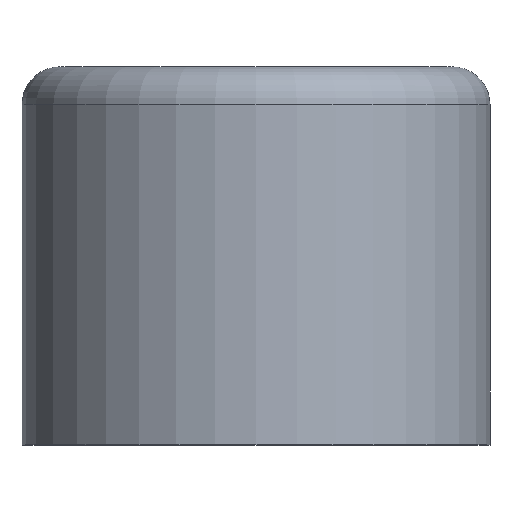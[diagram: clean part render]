
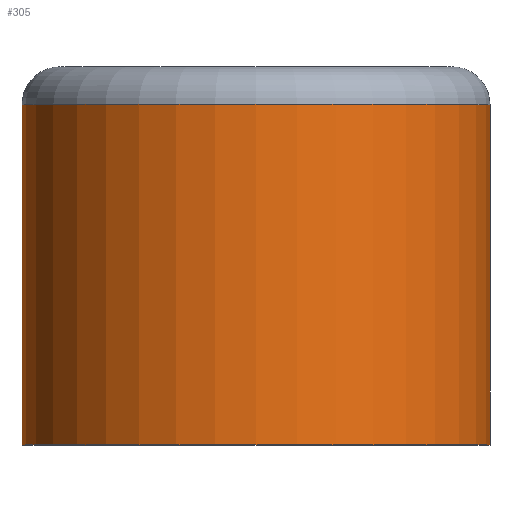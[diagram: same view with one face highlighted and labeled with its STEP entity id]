
A CAD part, top view. The second image highlights one B-rep face of the part: STEP entity #305.
In plain terms, the highlighted cylindrical face has radius 12.375 mm (diameter 24.75 mm), a partial arc.
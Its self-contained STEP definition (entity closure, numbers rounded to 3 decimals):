
#170=CARTESIAN_POINT('POINT11',(12.375,18.,
   0.));
#171=VERTEX_POINT('VERTEX11',#170);
#172=CARTESIAN_POINT('POINT12',(-12.375,18.,
   0.));
#173=VERTEX_POINT('VERTEX12',#172);
#234=CARTESIAN_POINT('POINT15',(12.375,0.,
   0.));
#235=VERTEX_POINT('VERTEX15',#234);
#236=CARTESIAN_POINT('POINT16',(-12.375,0.,
   0.));
#237=VERTEX_POINT('VERTEX16',#236);
#238=CARTESIAN_POINT('POS26',(0.,0.,0.));
#239=DIRECTION('DIR49',(0.,1.,0.));
#240=DIRECTION('DIR50',(-1.,0.,0.));
#241=AXIS2_PLACEMENT_3D('AXIS24',#238,#239,#240);
#242=CIRCLE('ELLIPSE18',#241,12.375);
#243=EDGE_CURVE('EDGE20',#235,#237,#242,.F.);
#265=CARTESIAN_POINT('POS29',(-12.375,0.,
   0.));
#266=DIRECTION('DIR55',(0.,1.,0.));
#267=VECTOR('VEC3',#266,1.);
#268=LINE('STRAIGHT3',#265,#267);
#269=EDGE_CURVE('EDGE22',#237,#173,#268,.T.);
#272=CARTESIAN_POINT('POS30',(12.375,0.,0.
   ));
#273=DIRECTION('DIR56',(0.,1.,0.));
#274=VECTOR('VEC4',#273,1.);
#275=LINE('STRAIGHT4',#272,#274);
#276=EDGE_CURVE('EDGE23',#235,#171,#275,.T.);
#280=CARTESIAN_POINT('POS31',(0.,21.,0.));
#281=DIRECTION('DIR57',(0.,-1.,0.));
#282=DIRECTION('DIR58',(-1.,0.,0.));
#283=AXIS2_PLACEMENT_3D('AXIS27',#280,#281,#282);
#284=CYLINDRICAL_SURFACE('CONE_SURF2',#283,12.375);
#288=CARTESIAN_POINT('POS32',(0.,18.,0.));
#289=DIRECTION('DIR59',(0.,-1.,0.));
#290=DIRECTION('DIR60',(-1.,0.,0.));
#291=AXIS2_PLACEMENT_3D('AXIS28',#288,#289,#290);
#292=CIRCLE('ELLIPSE20',#291,12.375);
#293=EDGE_CURVE('EDGE24',#171,#173,#292,.T.);
#299=ORIENTED_EDGE('COEDGE45',*,*,#293,.T.);
#300=ORIENTED_EDGE('COEDGE46',*,*,#269,.F.);
#301=ORIENTED_EDGE('COEDGE47',*,*,#243,.F.);
#302=ORIENTED_EDGE('COEDGE48',*,*,#276,.T.);
#303=EDGE_LOOP('NONE',(#299,#300,#301,#302));
#304=FACE_BOUND('LOOP1',#303,.T.);
#305=ADVANCED_FACE('FACE13',(#304),#284,.T.);
